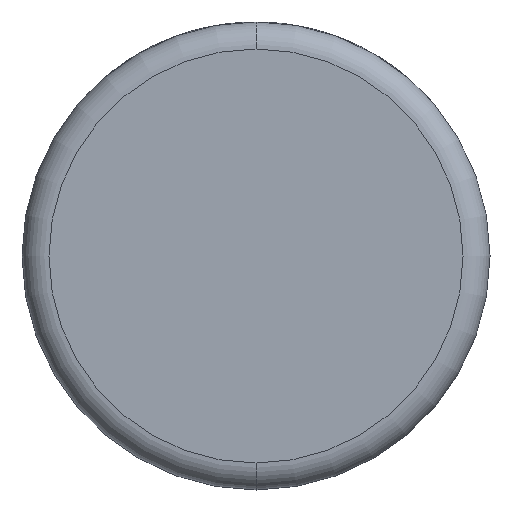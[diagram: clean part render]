
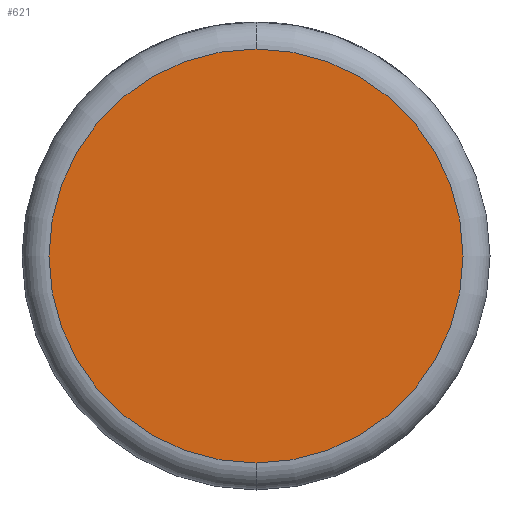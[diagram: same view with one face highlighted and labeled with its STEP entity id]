
A CAD part, front view. The second image highlights one B-rep face of the part: STEP entity #621.
In plain terms, the highlighted planar face has unit normal (0, -1, 0).
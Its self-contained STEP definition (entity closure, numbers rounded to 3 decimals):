
#120 = CARTESIAN_POINT ( 'NONE',  ( 0., 0., 0. ) ) ;
#205 = AXIS2_PLACEMENT_3D ( 'NONE', #120, #3112, #883 ) ;
#377 = EDGE_CURVE ( 'NONE', #4574, #3494, #1144, .T. ) ;
#380 = DIRECTION ( 'NONE',  ( 0., 0., 1. ) ) ;
#390 = DIRECTION ( 'NONE',  ( 0., 0., 1. ) ) ;
#621 = ADVANCED_FACE ( 'NONE', ( #2251 ), #3951, .F. ) ;
#883 = DIRECTION ( 'NONE',  ( 0., 0., 1. ) ) ;
#1144 = CIRCLE ( 'NONE', #3714, 10.175 ) ;
#2251 = FACE_OUTER_BOUND ( 'NONE', #4339, .T. ) ;
#2274 = DIRECTION ( 'NONE',  ( 0., -1., 0. ) ) ;
#2319 = CARTESIAN_POINT ( 'NONE',  ( 0., 0., 0. ) ) ;
#2355 = CARTESIAN_POINT ( 'NONE',  ( 0., 0., -10.175 ) ) ;
#2648 = DIRECTION ( 'NONE',  ( 0., -1., 0. ) ) ;
#3112 = DIRECTION ( 'NONE',  ( 0., 1., 0. ) ) ;
#3428 = EDGE_CURVE ( 'NONE', #3494, #4574, #4540, .T. ) ;
#3494 = VERTEX_POINT ( 'NONE', #4248 ) ;
#3700 = AXIS2_PLACEMENT_3D ( 'NONE', #2319, #2274, #390 ) ;
#3714 = AXIS2_PLACEMENT_3D ( 'NONE', #3747, #2648, #380 ) ;
#3740 = ORIENTED_EDGE ( 'NONE', *, *, #377, .T. ) ;
#3747 = CARTESIAN_POINT ( 'NONE',  ( 0., 0., 0. ) ) ;
#3951 = PLANE ( 'NONE',  #205 ) ;
#4126 = ORIENTED_EDGE ( 'NONE', *, *, #3428, .T. ) ;
#4248 = CARTESIAN_POINT ( 'NONE',  ( 0., 0., 10.175 ) ) ;
#4339 = EDGE_LOOP ( 'NONE', ( #4126, #3740 ) ) ;
#4540 = CIRCLE ( 'NONE', #3700, 10.175 ) ;
#4574 = VERTEX_POINT ( 'NONE', #2355 ) ;
